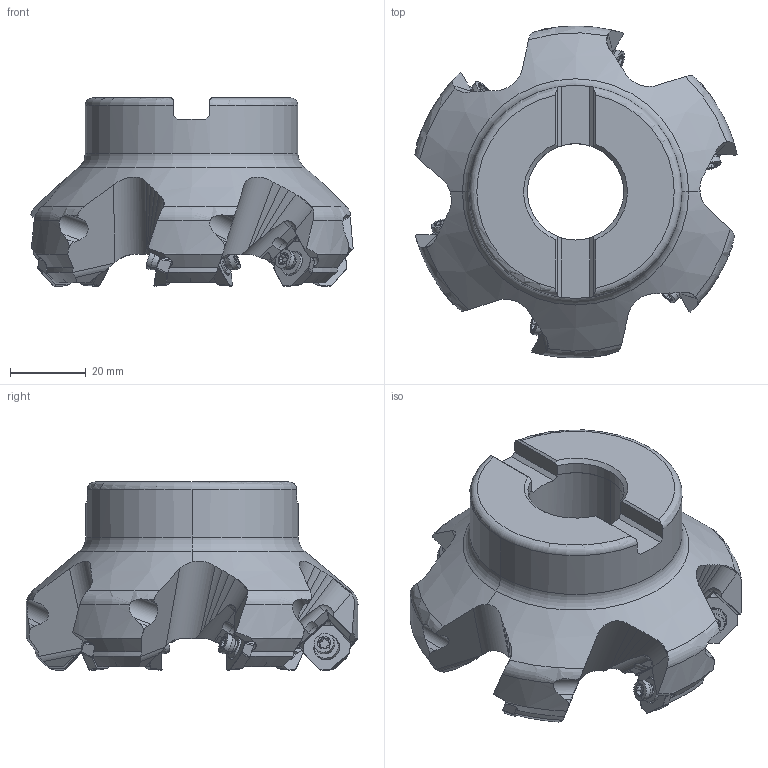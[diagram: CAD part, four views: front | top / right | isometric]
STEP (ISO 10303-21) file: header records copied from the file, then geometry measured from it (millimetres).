
FILE_DESCRIPTION(/* description */ (''),/* implementation_level */ '2;1');
FILE_NAME(/* name */ 'ASX445R0306C.stp',/* time_stamp */ '2021-09-08T11:41:06+09:00',/* author */ (''),/* organization */ (''),/* preprocessor_version */ 'ST-DEVELOPER v16',/* originating_system */ 'SIEMENS PLM Software NX 10.0',/* authorisation */ '');
FILE_SCHEMA (('AUTOMOTIVE_DESIGN { 1 0 10303 214 3 1 1 1 }'));
Length unit declared in the file: millimetre
Products named in the file (1): ASX445R0306C_ASM
Bounding box: 84.85 x 87.42 x 49.5 mm (x, y, z)
Volume: 113010.1 mm3; surface area: 27107.7 mm2
Topology: 19 solids, 19 shells, 920 faces, 2514 edges, 1687 vertices
Faces by surface type: cylinder 380, plane 362, cone 110, torus 38, sphere 18, bspline 12
Entity records: 32863 total; most frequent: CARTESIAN_POINT 8991, ORIENTED_EDGE 4956, DIRECTION 4882, EDGE_CURVE 2478, AXIS2_PLACEMENT_3D 1930, VERTEX_POINT 1620, LINE 1022, VECTOR 1022
